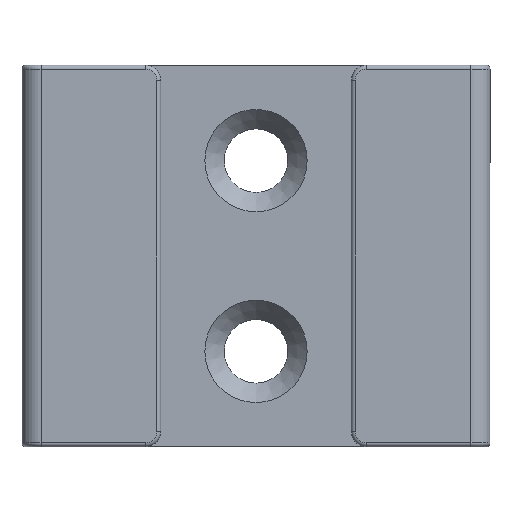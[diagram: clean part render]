
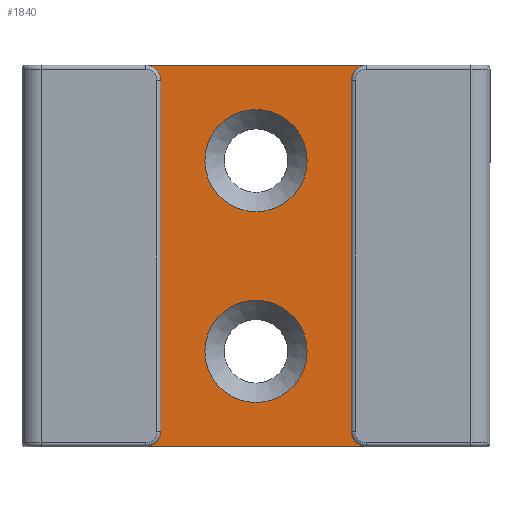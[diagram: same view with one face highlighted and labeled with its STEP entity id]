
A CAD part, front view. The second image highlights one B-rep face of the part: STEP entity #1840.
In plain terms, the highlighted planar face has unit normal (0, -1, 0).
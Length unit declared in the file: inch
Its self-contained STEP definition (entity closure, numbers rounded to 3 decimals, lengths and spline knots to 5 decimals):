
#56 = DIRECTION ( 'NONE',  ( 0., 0., 1. ) ) ;
#88 = AXIS2_PLACEMENT_3D ( 'NONE', #3965, #6095, #3428 ) ;
#93 = DIRECTION ( 'NONE',  ( 0., 1., 0. ) ) ;
#142 = VERTEX_POINT ( 'NONE', #6665 ) ;
#346 = DIRECTION ( 'NONE',  ( 1., 0., 0. ) ) ;
#384 = LINE ( 'NONE', #6213, #4053 ) ;
#429 = DIRECTION ( 'NONE',  ( 0., 1., 0. ) ) ;
#431 = VERTEX_POINT ( 'NONE', #4545 ) ;
#547 = DIRECTION ( 'NONE',  ( 0., 1., 0. ) ) ;
#663 = CARTESIAN_POINT ( 'NONE',  ( 0.435, 0.03, -0.75 ) ) ;
#825 = EDGE_CURVE ( 'NONE', #4960, #4960, #5815, .T. ) ;
#849 = ORIENTED_EDGE ( 'NONE', *, *, #2042, .T. ) ;
#957 = LINE ( 'NONE', #3096, #5435 ) ;
#973 = CARTESIAN_POINT ( 'NONE',  ( 0.435, 0.03, 0.75 ) ) ;
#1256 = CARTESIAN_POINT ( 'NONE',  ( 0.375, 0.03, 0.75 ) ) ;
#1316 = ORIENTED_EDGE ( 'NONE', *, *, #6441, .T. ) ;
#1438 = ORIENTED_EDGE ( 'NONE', *, *, #4264, .F. ) ;
#1551 = VERTEX_POINT ( 'NONE', #4006 ) ;
#1559 = CARTESIAN_POINT ( 'NONE',  ( -0.435, 0.03, 0.69 ) ) ;
#1564 = ORIENTED_EDGE ( 'NONE', *, *, #825, .F. ) ;
#1636 = CARTESIAN_POINT ( 'NONE',  ( 0.435, 0.03, 0.69 ) ) ;
#1757 = DIRECTION ( 'NONE',  ( 0., 0., -1. ) ) ;
#1840 = ADVANCED_FACE ( 'NONE', ( #3789, #4955, #3860 ), #5926, .F. ) ;
#1897 = CARTESIAN_POINT ( 'NONE',  ( -0.435, 0.03, -0.69 ) ) ;
#1990 = VERTEX_POINT ( 'NONE', #5332 ) ;
#2042 = EDGE_CURVE ( 'NONE', #4134, #4948, #6717, .T. ) ;
#2241 = DIRECTION ( 'NONE',  ( 0., 0., 1. ) ) ;
#2361 = AXIS2_PLACEMENT_3D ( 'NONE', #3702, #6858, #6784 ) ;
#2412 = ORIENTED_EDGE ( 'NONE', *, *, #2458, .F. ) ;
#2457 = EDGE_CURVE ( 'NONE', #1990, #431, #4278, .T. ) ;
#2458 = EDGE_CURVE ( 'NONE', #2872, #2872, #6946, .T. ) ;
#2619 = DIRECTION ( 'NONE',  ( 1., 0., 0. ) ) ;
#2682 = EDGE_CURVE ( 'NONE', #4896, #1551, #4168, .T. ) ;
#2730 = ORIENTED_EDGE ( 'NONE', *, *, #6908, .T. ) ;
#2872 = VERTEX_POINT ( 'NONE', #6554 ) ;
#2919 = AXIS2_PLACEMENT_3D ( 'NONE', #1897, #2962, #6113 ) ;
#2962 = DIRECTION ( 'NONE',  ( 0., 1., 0. ) ) ;
#3033 = AXIS2_PLACEMENT_3D ( 'NONE', #1559, #429, #4735 ) ;
#3035 = CARTESIAN_POINT ( 'NONE',  ( -0.375, 0.03, 0.75 ) ) ;
#3064 = CIRCLE ( 'NONE', #5429, 0.06 ) ;
#3096 = CARTESIAN_POINT ( 'NONE',  ( 0.375, 0.03, -0.75 ) ) ;
#3428 = DIRECTION ( 'NONE',  ( 0., 0., -1. ) ) ;
#3551 = ORIENTED_EDGE ( 'NONE', *, *, #5340, .F. ) ;
#3592 = AXIS2_PLACEMENT_3D ( 'NONE', #6927, #4247, #4781 ) ;
#3702 = CARTESIAN_POINT ( 'NONE',  ( 0., 0.03, -0.375 ) ) ;
#3789 = FACE_BOUND ( 'NONE', #4061, .T. ) ;
#3860 = FACE_OUTER_BOUND ( 'NONE', #5569, .T. ) ;
#3965 = CARTESIAN_POINT ( 'NONE',  ( 0., 0.03, 0.375 ) ) ;
#4006 = CARTESIAN_POINT ( 'NONE',  ( -0.435, 0.03, -0.75 ) ) ;
#4053 = VECTOR ( 'NONE', #346, 39.37008 ) ;
#4061 = EDGE_LOOP ( 'NONE', ( #1564 ) ) ;
#4134 = VERTEX_POINT ( 'NONE', #663 ) ;
#4168 = CIRCLE ( 'NONE', #2919, 0.06 ) ;
#4247 = DIRECTION ( 'NONE',  ( 0., 1., 0. ) ) ;
#4264 = EDGE_CURVE ( 'NONE', #1990, #4672, #384, .T. ) ;
#4278 = CIRCLE ( 'NONE', #3033, 0.06 ) ;
#4438 = CARTESIAN_POINT ( 'NONE',  ( 0., 0.03, 0.17395 ) ) ;
#4545 = CARTESIAN_POINT ( 'NONE',  ( -0.375, 0.03, 0.69 ) ) ;
#4562 = ORIENTED_EDGE ( 'NONE', *, *, #2457, .T. ) ;
#4627 = ORIENTED_EDGE ( 'NONE', *, *, #6052, .T. ) ;
#4672 = VERTEX_POINT ( 'NONE', #973 ) ;
#4735 = DIRECTION ( 'NONE',  ( 0., 0., 1. ) ) ;
#4781 = DIRECTION ( 'NONE',  ( 0., 0., 1. ) ) ;
#4896 = VERTEX_POINT ( 'NONE', #6440 ) ;
#4948 = VERTEX_POINT ( 'NONE', #6611 ) ;
#4955 = FACE_BOUND ( 'NONE', #6221, .T. ) ;
#4960 = VERTEX_POINT ( 'NONE', #4438 ) ;
#5206 = ORIENTED_EDGE ( 'NONE', *, *, #2682, .T. ) ;
#5332 = CARTESIAN_POINT ( 'NONE',  ( -0.435, 0.03, 0.75 ) ) ;
#5340 = EDGE_CURVE ( 'NONE', #142, #4948, #6567, .T. ) ;
#5429 = AXIS2_PLACEMENT_3D ( 'NONE', #1636, #547, #56 ) ;
#5435 = VECTOR ( 'NONE', #2619, 39.37008 ) ;
#5569 = EDGE_LOOP ( 'NONE', ( #2730, #849, #3551, #1316, #1438, #4562, #4627, #5206 ) ) ;
#5666 = LINE ( 'NONE', #3035, #6190 ) ;
#5815 = CIRCLE ( 'NONE', #88, 0.20105 ) ;
#5926 = PLANE ( 'NONE',  #6486 ) ;
#6040 = CARTESIAN_POINT ( 'NONE',  ( 0.375, 0.03, 0.75 ) ) ;
#6052 = EDGE_CURVE ( 'NONE', #431, #4896, #5666, .T. ) ;
#6073 = VECTOR ( 'NONE', #1757, 39.37008 ) ;
#6095 = DIRECTION ( 'NONE',  ( 0., -1., 0. ) ) ;
#6113 = DIRECTION ( 'NONE',  ( 0., 0., 1. ) ) ;
#6190 = VECTOR ( 'NONE', #6253, 39.37008 ) ;
#6213 = CARTESIAN_POINT ( 'NONE',  ( 0.375, 0.03, 0.75 ) ) ;
#6221 = EDGE_LOOP ( 'NONE', ( #2412 ) ) ;
#6253 = DIRECTION ( 'NONE',  ( 0., 0., -1. ) ) ;
#6440 = CARTESIAN_POINT ( 'NONE',  ( -0.375, 0.03, -0.69 ) ) ;
#6441 = EDGE_CURVE ( 'NONE', #142, #4672, #3064, .T. ) ;
#6486 = AXIS2_PLACEMENT_3D ( 'NONE', #1256, #93, #2241 ) ;
#6554 = CARTESIAN_POINT ( 'NONE',  ( 0., 0.03, -0.57605 ) ) ;
#6567 = LINE ( 'NONE', #6040, #6073 ) ;
#6611 = CARTESIAN_POINT ( 'NONE',  ( 0.375, 0.03, -0.69 ) ) ;
#6665 = CARTESIAN_POINT ( 'NONE',  ( 0.375, 0.03, 0.69 ) ) ;
#6717 = CIRCLE ( 'NONE', #3592, 0.06 ) ;
#6784 = DIRECTION ( 'NONE',  ( 0., 0., -1. ) ) ;
#6858 = DIRECTION ( 'NONE',  ( 0., -1., 0. ) ) ;
#6908 = EDGE_CURVE ( 'NONE', #1551, #4134, #957, .T. ) ;
#6927 = CARTESIAN_POINT ( 'NONE',  ( 0.435, 0.03, -0.69 ) ) ;
#6946 = CIRCLE ( 'NONE', #2361, 0.20105 ) ;
